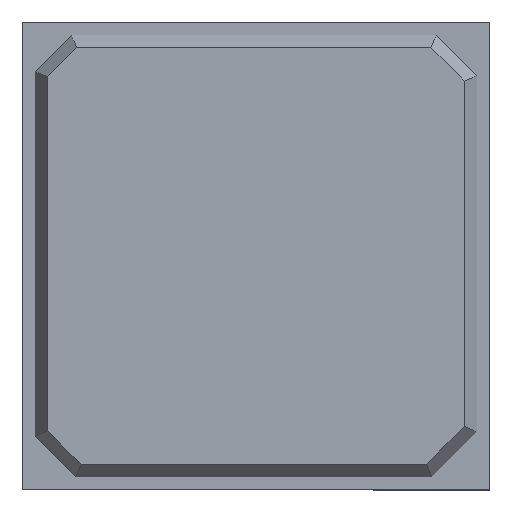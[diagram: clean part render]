
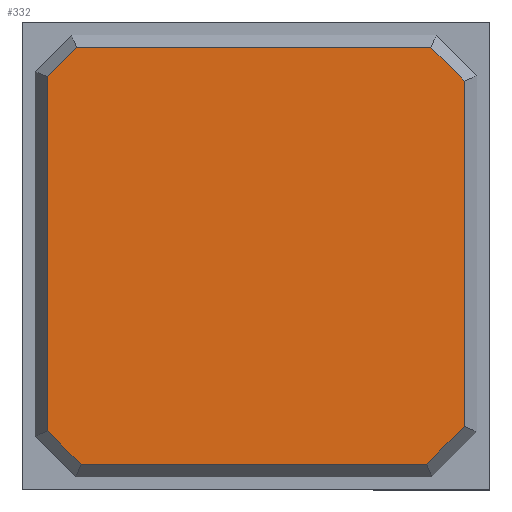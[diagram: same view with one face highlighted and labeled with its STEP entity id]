
A CAD part, top view. The second image highlights one B-rep face of the part: STEP entity #332.
In plain terms, the highlighted planar face has unit normal (0, 0, 1).
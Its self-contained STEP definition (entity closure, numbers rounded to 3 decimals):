
#80=CARTESIAN_POINT('',(10.238,-8.384,2.86));
#81=VERTEX_POINT('',#80);
#88=CARTESIAN_POINT('',(8.384,-10.238,2.86));
#89=VERTEX_POINT('',#88);
#90=CARTESIAN_POINT('',(10.238,-8.384,2.86));
#91=DIRECTION('',(-0.707,-0.707,0.0));
#92=VECTOR('',#91,2.622);
#93=LINE('',#90,#92);
#94=EDGE_CURVE('',#89,#81,#93,.F.);
#119=CARTESIAN_POINT('',(-8.597,-10.238,2.86));
#120=VERTEX_POINT('',#119);
#121=CARTESIAN_POINT('',(8.384,-10.238,2.86));
#122=DIRECTION('',(-1.0,0.0,0.0));
#123=VECTOR('',#122,16.981);
#124=LINE('',#121,#123);
#125=EDGE_CURVE('',#120,#89,#124,.F.);
#150=CARTESIAN_POINT('',(-10.238,-8.597,2.86));
#151=VERTEX_POINT('',#150);
#152=CARTESIAN_POINT('',(-8.597,-10.238,2.86));
#153=DIRECTION('',(-0.707,0.707,0.));
#154=VECTOR('',#153,2.321);
#155=LINE('',#152,#154);
#156=EDGE_CURVE('',#151,#120,#155,.F.);
#182=CARTESIAN_POINT('',(8.597,10.238,2.86));
#183=VERTEX_POINT('',#182);
#190=CARTESIAN_POINT('',(10.238,8.597,2.86));
#191=VERTEX_POINT('',#190);
#192=CARTESIAN_POINT('',(8.597,10.238,2.86));
#193=DIRECTION('',(0.707,-0.707,0.));
#194=VECTOR('',#193,2.321);
#195=LINE('',#192,#194);
#196=EDGE_CURVE('',#191,#183,#195,.F.);
#219=CARTESIAN_POINT('',(10.238,8.597,2.86));
#220=DIRECTION('',(0.0,-1.0,0.0));
#221=VECTOR('',#220,16.981);
#222=LINE('',#219,#221);
#223=EDGE_CURVE('',#81,#191,#222,.F.);
#242=CARTESIAN_POINT('',(-8.809,10.238,2.86));
#243=VERTEX_POINT('',#242);
#250=CARTESIAN_POINT('',(-8.809,10.238,2.86));
#251=DIRECTION('',(1.0,0.0,0.0));
#252=VECTOR('',#251,17.405);
#253=LINE('',#250,#252);
#254=EDGE_CURVE('',#183,#243,#253,.F.);
#274=CARTESIAN_POINT('',(-10.238,8.809,2.86));
#275=VERTEX_POINT('',#274);
#276=CARTESIAN_POINT('',(-10.238,-8.597,2.86));
#277=DIRECTION('',(0.0,1.0,0.0));
#278=VECTOR('',#277,17.405);
#279=LINE('',#276,#278);
#280=EDGE_CURVE('',#275,#151,#279,.F.);
#312=CARTESIAN_POINT('',(11.5,13.5,2.86));
#313=DIRECTION('',(0.0,0.0,-1.0));
#314=DIRECTION('',(0.0,-1.0,0.0));
#315=AXIS2_PLACEMENT_3D('',#312,#313,#314);
#316=PLANE('',#315);
#317=ORIENTED_EDGE('',*,*,#223,.T.);
#318=ORIENTED_EDGE('',*,*,#196,.T.);
#319=ORIENTED_EDGE('',*,*,#254,.T.);
#320=CARTESIAN_POINT('',(-10.238,8.809,2.86));
#321=DIRECTION('',(0.707,0.707,0.));
#322=VECTOR('',#321,2.021);
#323=LINE('',#320,#322);
#324=EDGE_CURVE('',#243,#275,#323,.F.);
#325=ORIENTED_EDGE('',*,*,#324,.T.);
#326=ORIENTED_EDGE('',*,*,#280,.T.);
#327=ORIENTED_EDGE('',*,*,#156,.T.);
#328=ORIENTED_EDGE('',*,*,#125,.T.);
#329=ORIENTED_EDGE('',*,*,#94,.T.);
#330=EDGE_LOOP('',(#317,#318,#319,#325,#326,#327,#328,#329));
#331=FACE_OUTER_BOUND('',#330,.T.);
#332=ADVANCED_FACE('',(#331),#316,.F.);
